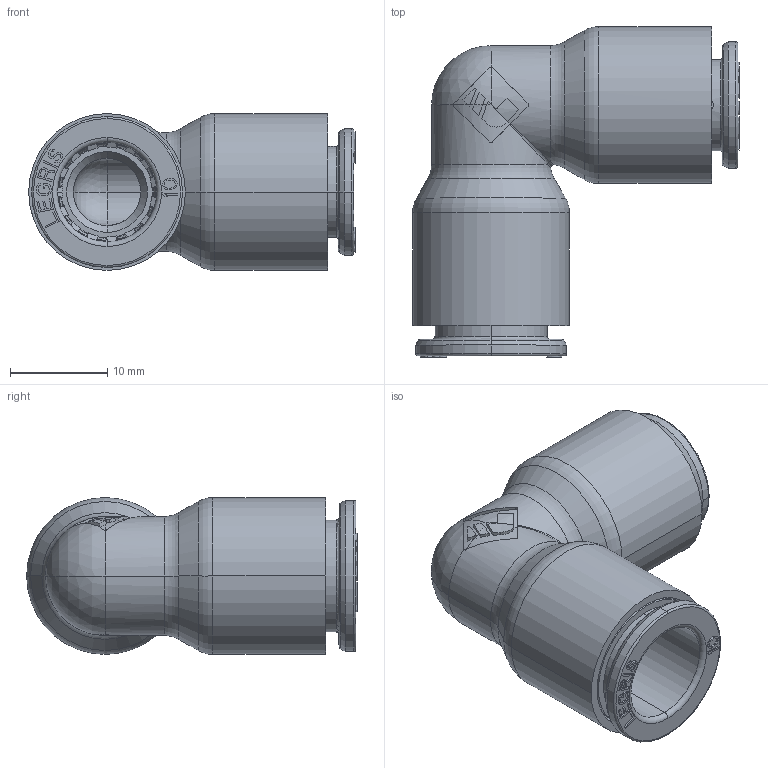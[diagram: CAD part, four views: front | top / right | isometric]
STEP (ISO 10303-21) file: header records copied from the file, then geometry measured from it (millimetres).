
FILE_DESCRIPTION(('STEP AP214'),'1');
FILE_NAME('6802_08_10.stp','2016-07-07T14:39:23',('TraceParts'),('TraceParts S.A.'),'Spatial InterOp 3D',' ',' ');
FILE_SCHEMA(('automotive_design'));
Length unit declared in the file: millimetre
Products named in the file (11): V802-08-10_ASM|Next assembly relationship#44110-19_ASM|Next assembly relationship#44110-32;44110-32; V802-08-10_ASM|Next assembly relationship#44110-19_ASM|Next assembly relationship#44110;44110; V802-08-10_ASM|Next assembly relationship#44110-19_ASM|Next assembly relationship#44110-30;44110-30; V802-08-10_ASM|Next assembly relationship#44110-19_ASM|Next assembly relationship#44110-40;44110-40; V802-08-10_ASM|Next assembly relationship#44108-19_ASM|Next assembly relationship#44108-30;44108-30; V802-08-10_ASM|Next assembly relationship#44108-19_ASM|Next assembly relationship#44108-32;44108-32; V802-08-10_ASM|Next assembly relationship#44108-19_ASM|Next assembly relationship#44108;44108; V802-08-10_ASM|Next assembly relationship#44108-19_ASM|Next assembly relationship#44108-40;44108-40; V802-08-10_ASM|Next assembly relationship#44520-62;44520-62; V802-08-10_ASM|Next assembly relationship#44110-11-10-ASM;44110-11-10-ASM; V802-08-10_ASM|Next assembly relationship#44108-11-10-ASM;44108-11-10-ASM
Bounding box: 33.55 x 33.95 x 16.1 mm (x, y, z)
Volume: 5084.8 mm3; surface area: 7979.5 mm2
Topology: 11 solids, 11 shells, 1350 faces, 3473 edges, 2188 vertices
Faces by surface type: plane 680, cylinder 191, cone 164, torus 155, bspline 148, sphere 12
Entity records: 46765 total; most frequent: CARTESIAN_POINT 14447, ORIENTED_EDGE 6934, DIRECTION 6307, EDGE_CURVE 3467, LINE 2189, VECTOR 2189, VERTEX_POINT 2188, AXIS2_PLACEMENT_3D 2059
